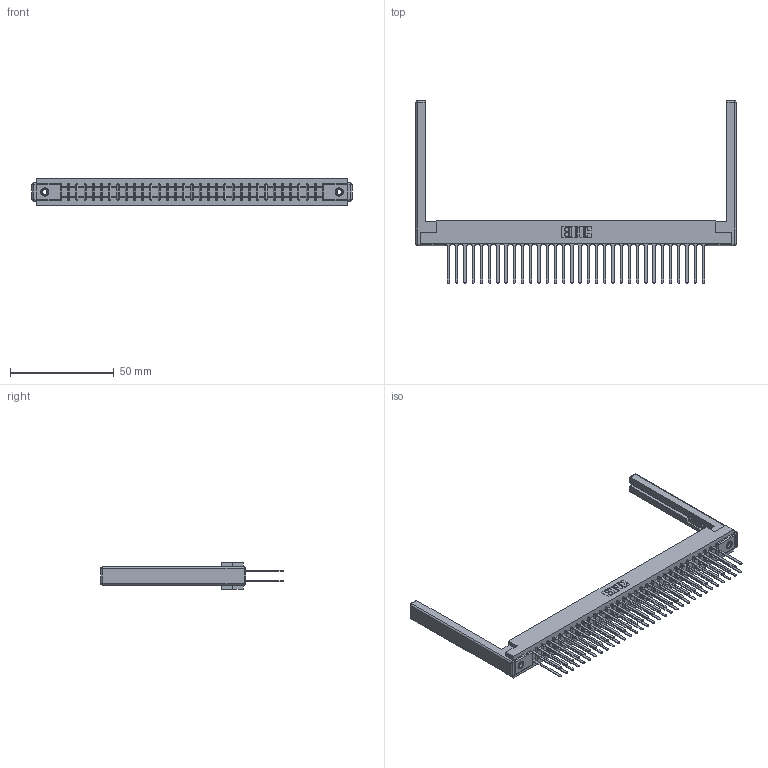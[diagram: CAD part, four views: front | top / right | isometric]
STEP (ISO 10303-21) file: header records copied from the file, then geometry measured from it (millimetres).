
FILE_DESCRIPTION (( 'STEP AP203' ), '1' );
FILE_NAME ('357-064-440-268.STEP', '2020-10-04T16:58:18', ( '' ), ( '' ), 'SwSTEP 2.0', 'SolidWorks 2020', '' );
FILE_SCHEMA (( 'CONFIG_CONTROL_DESIGN' ));
Length unit declared in the file: inch
Products named in the file (5): 307-220-068; 307-290-001_540; 345-250-001_345-250-001-102; 357-064-440-268; 307 Part_.156 Dia Mounting Holes
Assembly tree (69 placements, depth 2):
  357-064-440-268
    307 Part_.156 Dia Mounting Holes
    307-290-001_540  x64
    307-220-068  x2
    345-250-001_345-250-001-102  x2
Bounding box: 154.23 x 87.96 x 12.7 mm (x, y, z)
Volume: 21067.5 mm3; surface area: 26332.2 mm2
Topology: 69 solids, 69 shells, 3249 faces, 9033 edges, 5826 vertices
Faces by surface type: plane 2142, cylinder 1017, sphere 74, cone 12, torus 4
Entity records: 32417 total; most frequent: CARTESIAN_POINT 5281, ORIENTED_EDGE 5224, DIRECTION 5192, EDGE_CURVE 2612, VECTOR 1998, LINE 1998, VERTEX_POINT 1686, AXIS2_PLACEMENT_3D 1597
